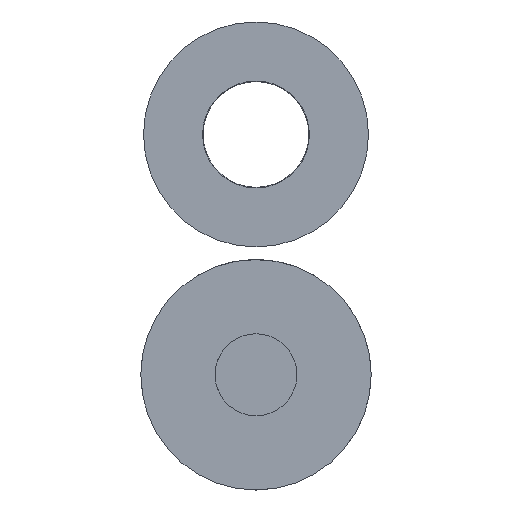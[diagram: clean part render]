
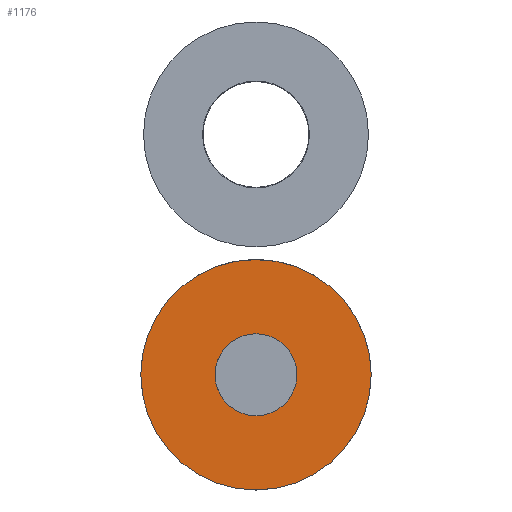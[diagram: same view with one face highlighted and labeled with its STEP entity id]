
A CAD part, front view. The second image highlights one B-rep face of the part: STEP entity #1176.
In plain terms, the highlighted planar face has unit normal (0, -1, 0).
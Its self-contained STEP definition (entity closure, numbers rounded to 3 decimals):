
#23=FACE_BOUND('',#245,.T.);
#36=CIRCLE('',#1192,21.094);
#57=CIRCLE('',#1232,7.5);
#83=PLANE('',#1247);
#166=FACE_OUTER_BOUND('',#244,.T.);
#244=EDGE_LOOP('',(#1057));
#245=EDGE_LOOP('',(#1058));
#490=VERTEX_POINT('',#1932);
#546=VERTEX_POINT('',#2749);
#616=EDGE_CURVE('',#490,#490,#36,.T.);
#710=EDGE_CURVE('',#546,#546,#57,.T.);
#1057=ORIENTED_EDGE('',*,*,#616,.T.);
#1058=ORIENTED_EDGE('',*,*,#710,.T.);
#1176=ADVANCED_FACE('',(#166,#23),#83,.F.);
#1192=AXIS2_PLACEMENT_3D('',#1934,#1294,#1295);
#1232=AXIS2_PLACEMENT_3D('',#2750,#1405,#1406);
#1247=AXIS2_PLACEMENT_3D('',#2779,#1442,#1443);
#1294=DIRECTION('center_axis',(0.,-1.,
0.));
#1295=DIRECTION('ref_axis',(0.,0.,-1.));
#1405=DIRECTION('center_axis',(0.,1.,0.));
#1406=DIRECTION('ref_axis',(0.,0.,-1.));
#1442=DIRECTION('center_axis',(0.,1.,0.));
#1443=DIRECTION('ref_axis',(0.,0.,-1.));
#1932=CARTESIAN_POINT('',(-0.003,-10.,21.093));
#1934=CARTESIAN_POINT('Origin',(-0.003,-10.,0.));
#2749=CARTESIAN_POINT('',(-0.003,-10.,7.5));
#2750=CARTESIAN_POINT('Origin',(-0.003,-10.,
0.));
#2779=CARTESIAN_POINT('Origin',(-0.003,-10.,
0.));
